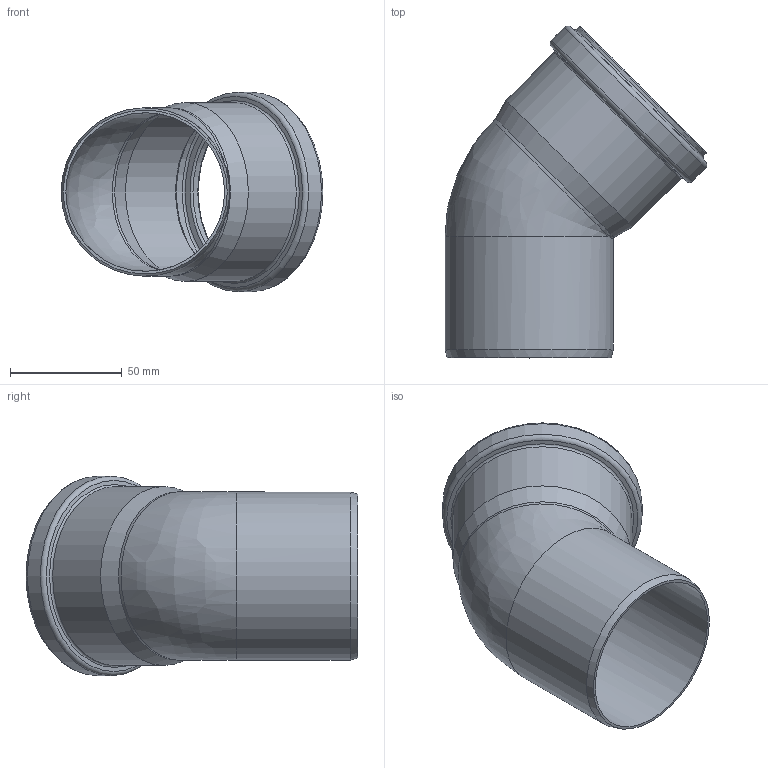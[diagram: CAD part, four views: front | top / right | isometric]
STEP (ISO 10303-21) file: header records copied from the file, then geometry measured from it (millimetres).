
FILE_DESCRIPTION(/* description */ (''),/* implementation_level */ '2;1');
FILE_NAME(/* name */ '173120 HTsafeB DN_OD 75_45°.stp',/* time_stamp */ '2017-03-13T09:22:51+01:00',/* author */ ('user1'),/* organization */ (''),/* preprocessor_version */ 'ST-DEVELOPER v16.1',/* originating_system */ 'Autodesk Inventor 2016',/* authorisation */ '');
FILE_SCHEMA (('AUTOMOTIVE_DESIGN { 1 0 10303 214 3 1 1 }'));
Length unit declared in the file: millimetre
Products named in the file (1): 173120 HTsafeB DN_OD 75_45°
Bounding box: 117.04 x 148.44 x 89.2 mm (x, y, z)
Volume: 68111 mm3; surface area: 70517.5 mm2
Topology: 1 solids, 1 shells, 34 faces, 72 edges, 39 vertices
Faces by surface type: cylinder 11, torus 10, cone 7, bspline 3, plane 3
Full cylindrical faces by diameter (mm): 71 x2, 75.2 x2, 76 x1, 76.3 x2, 80 x1, 80.3 x1, 85.2 x1, 89.2 x1
Entity records: 806 total; most frequent: CARTESIAN_POINT 191, DIRECTION 136, ORIENTED_EDGE 76, AXIS2_PLACEMENT_3D 68, EDGE_LOOP 65, EDGE_CURVE 38, VERTEX_POINT 35, FACE_OUTER_BOUND 34
